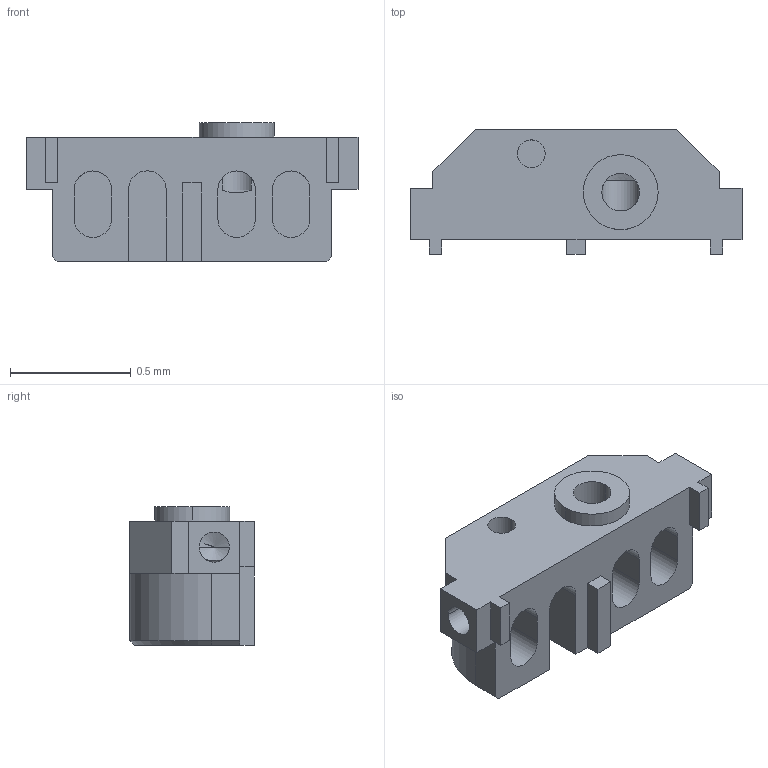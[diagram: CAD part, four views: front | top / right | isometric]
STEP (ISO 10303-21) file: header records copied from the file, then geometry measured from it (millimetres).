
FILE_DESCRIPTION(('produced by SPATIAL CORP'),'2;1');
FILE_NAME('spinner.hh.sat.stp' ,'2002-04-19T09:53:58+00:00',('SPATIAL CORP'),('SPATIAL CORP'), 'ACIS STEP Husk','http://www.spatial.com','SPATIAL CORP');
FILE_SCHEMA(('CONFIG_CONTROL_DESIGN'));
Length unit declared in the file: millimetre
Products named in the file (1): PRODUCT_ID_1
Bounding box: 1.37 x 0.52 x 0.57 mm (x, y, z)
Volume: 0.2 mm3; surface area: 4 mm2
Topology: 1 solids, 1 shells, 73 faces, 195 edges, 124 vertices
Faces by surface type: plane 45, cylinder 21, cone 7
Entity records: 2805 total; most frequent: CARTESIAN_POINT 977, ORIENTED_EDGE 382, DIRECTION 325, EDGE_CURVE 191, VECTOR 141, LINE 141, VERTEX_POINT 124, AXIS2_PLACEMENT_3D 92
